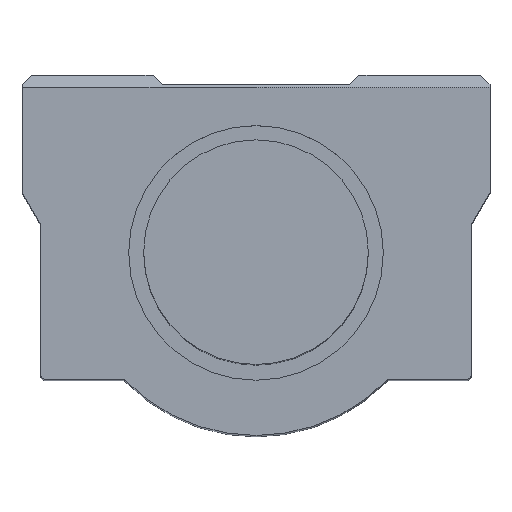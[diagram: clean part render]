
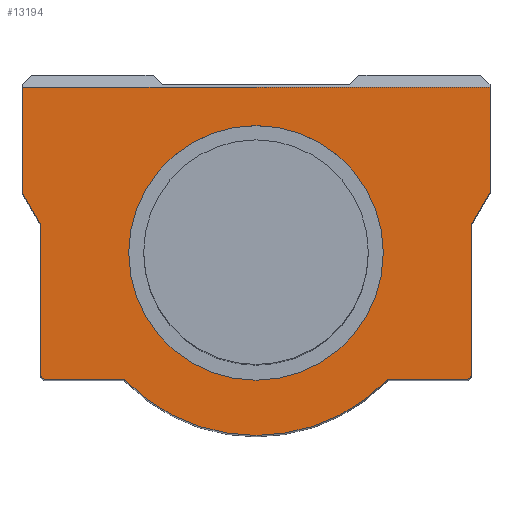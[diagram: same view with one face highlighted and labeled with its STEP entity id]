
A CAD part, top view. The second image highlights one B-rep face of the part: STEP entity #13194.
In plain terms, the highlighted planar face has unit normal (0, 0, 1).
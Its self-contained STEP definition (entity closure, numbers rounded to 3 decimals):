
#205=CARTESIAN_POINT('',(0.0,-13.6,44.5));
#206=VERTEX_POINT('',#205);
#207=CARTESIAN_POINT('',(0.0,0.0,44.5));
#208=DIRECTION('',(0.0,0.0,-1.0));
#209=DIRECTION('',(0.0,-1.0,0.0));
#210=AXIS2_PLACEMENT_3D('',#207,#208,#209);
#211=CIRCLE('',#210,13.6);
#212=EDGE_CURVE('',#206,#206,#211,.T.);
#686=CARTESIAN_POINT('',(-14.283,-13.5,44.5));
#687=VERTEX_POINT('',#686);
#688=CARTESIAN_POINT('',(-22.5,-13.5,44.5));
#689=VERTEX_POINT('',#688);
#690=CARTESIAN_POINT('',(-14.283,-13.5,44.5));
#691=DIRECTION('',(-1.0,0.0,0.0));
#692=VECTOR('',#691,8.217);
#693=LINE('',#690,#692);
#694=EDGE_CURVE('',#687,#689,#693,.T.);
#780=CARTESIAN_POINT('',(22.5,-13.5,44.5));
#781=VERTEX_POINT('',#780);
#782=CARTESIAN_POINT('',(14.283,-13.5,44.5));
#783=VERTEX_POINT('',#782);
#784=CARTESIAN_POINT('',(22.5,-13.5,44.5));
#785=DIRECTION('',(-1.0,0.0,0.0));
#786=VECTOR('',#785,8.217);
#787=LINE('',#784,#786);
#788=EDGE_CURVE('',#781,#783,#787,.T.);
#12242=CARTESIAN_POINT('',(23.,3.036,44.5));
#12243=VERTEX_POINT('',#12242);
#12244=CARTESIAN_POINT('',(23.,-13.,44.5));
#12245=VERTEX_POINT('',#12244);
#12246=CARTESIAN_POINT('',(23.,3.036,44.5));
#12247=DIRECTION('',(0.0,-1.0,0.0));
#12248=VECTOR('',#12247,16.036);
#12249=LINE('',#12246,#12248);
#12250=EDGE_CURVE('',#12243,#12245,#12249,.T.);
#12788=CARTESIAN_POINT('',(-25.,17.7,44.5));
#12789=VERTEX_POINT('',#12788);
#12796=CARTESIAN_POINT('',(25.,17.7,44.5));
#12797=VERTEX_POINT('',#12796);
#12798=CARTESIAN_POINT('',(-25.,17.7,44.5));
#12799=DIRECTION('',(1.0,0.0,0.0));
#12800=VECTOR('',#12799,50.);
#12801=LINE('',#12798,#12800);
#12802=EDGE_CURVE('',#12789,#12797,#12801,.T.);
#12855=CARTESIAN_POINT('',(-25.0,6.5,44.5));
#12856=VERTEX_POINT('',#12855);
#12863=CARTESIAN_POINT('',(-25.0,6.5,44.5));
#12864=DIRECTION('',(0.0,1.0,0.0));
#12865=VECTOR('',#12864,11.2);
#12866=LINE('',#12863,#12865);
#12867=EDGE_CURVE('',#12856,#12789,#12866,.T.);
#12967=CARTESIAN_POINT('',(25.0,6.5,44.5));
#12968=VERTEX_POINT('',#12967);
#12969=CARTESIAN_POINT('',(25.,17.7,44.5));
#12970=DIRECTION('',(0.0,-1.0,0.0));
#12971=VECTOR('',#12970,11.2);
#12972=LINE('',#12969,#12971);
#12973=EDGE_CURVE('',#12797,#12968,#12972,.T.);
#12990=CARTESIAN_POINT('',(25.0,6.5,44.5));
#12991=DIRECTION('',(-0.5,-0.866,0.0));
#12992=VECTOR('',#12991,4.);
#12993=LINE('',#12990,#12992);
#12994=EDGE_CURVE('',#12968,#12243,#12993,.T.);
#13023=CARTESIAN_POINT('',(22.5,-13.,44.5));
#13024=DIRECTION('',(0.0,0.0,-1.0));
#13025=DIRECTION('',(0.0,1.0,0.0));
#13026=AXIS2_PLACEMENT_3D('',#13023,#13024,#13025);
#13027=CIRCLE('',#13026,0.5);
#13028=EDGE_CURVE('',#12245,#781,#13027,.T.);
#13041=CARTESIAN_POINT('',(13.926,-13.65,44.5));
#13042=VERTEX_POINT('',#13041);
#13043=CARTESIAN_POINT('',(14.283,-14.0,44.5));
#13044=DIRECTION('',(0.0,0.0,1.0));
#13045=DIRECTION('',(0.0,1.0,0.0));
#13046=AXIS2_PLACEMENT_3D('',#13043,#13044,#13045);
#13047=CIRCLE('',#13046,0.5);
#13048=EDGE_CURVE('',#783,#13042,#13047,.T.);
#13066=CARTESIAN_POINT('',(-13.926,-13.65,44.5));
#13067=VERTEX_POINT('',#13066);
#13068=CARTESIAN_POINT('',(0.0,0.0,44.5));
#13069=DIRECTION('',(0.0,0.0,-1.0));
#13070=DIRECTION('',(0.714,0.7,0.0));
#13071=AXIS2_PLACEMENT_3D('',#13068,#13069,#13070);
#13072=CIRCLE('',#13071,19.5);
#13073=EDGE_CURVE('',#13042,#13067,#13072,.T.);
#13091=CARTESIAN_POINT('',(-14.283,-14.,44.5));
#13092=DIRECTION('',(0.0,0.0,1.0));
#13093=DIRECTION('',(0.714,0.7,0.0));
#13094=AXIS2_PLACEMENT_3D('',#13091,#13092,#13093);
#13095=CIRCLE('',#13094,0.5);
#13096=EDGE_CURVE('',#13067,#687,#13095,.T.);
#13109=CARTESIAN_POINT('',(-23.,-13.,44.5));
#13110=VERTEX_POINT('',#13109);
#13111=CARTESIAN_POINT('',(-22.5,-13.,44.5));
#13112=DIRECTION('',(0.0,0.0,-1.0));
#13113=DIRECTION('',(1.0,0.0,0.0));
#13114=AXIS2_PLACEMENT_3D('',#13111,#13112,#13113);
#13115=CIRCLE('',#13114,0.5);
#13116=EDGE_CURVE('',#689,#13110,#13115,.T.);
#13134=CARTESIAN_POINT('',(-23.,3.036,44.5));
#13135=VERTEX_POINT('',#13134);
#13136=CARTESIAN_POINT('',(-23.,-13.,44.5));
#13137=DIRECTION('',(0.0,1.0,0.0));
#13138=VECTOR('',#13137,16.036);
#13139=LINE('',#13136,#13138);
#13140=EDGE_CURVE('',#13110,#13135,#13139,.T.);
#13158=CARTESIAN_POINT('',(-23.,3.036,44.5));
#13159=DIRECTION('',(-0.5,0.866,0.0));
#13160=VECTOR('',#13159,4.);
#13161=LINE('',#13158,#13160);
#13162=EDGE_CURVE('',#13135,#12856,#13161,.T.);
#13170=CARTESIAN_POINT('',(0.,2.098,44.5));
#13171=DIRECTION('',(0.0,0.0,1.0));
#13172=DIRECTION('',(1.0,0.0,0.0));
#13173=AXIS2_PLACEMENT_3D('',#13170,#13171,#13172);
#13174=PLANE('',#13173);
#13175=ORIENTED_EDGE('',*,*,#12802,.F.);
#13176=ORIENTED_EDGE('',*,*,#12867,.F.);
#13177=ORIENTED_EDGE('',*,*,#13162,.F.);
#13178=ORIENTED_EDGE('',*,*,#13140,.F.);
#13179=ORIENTED_EDGE('',*,*,#13116,.F.);
#13180=ORIENTED_EDGE('',*,*,#694,.F.);
#13181=ORIENTED_EDGE('',*,*,#13096,.F.);
#13182=ORIENTED_EDGE('',*,*,#13073,.F.);
#13183=ORIENTED_EDGE('',*,*,#13048,.F.);
#13184=ORIENTED_EDGE('',*,*,#788,.F.);
#13185=ORIENTED_EDGE('',*,*,#13028,.F.);
#13186=ORIENTED_EDGE('',*,*,#12250,.F.);
#13187=ORIENTED_EDGE('',*,*,#12994,.F.);
#13188=ORIENTED_EDGE('',*,*,#12973,.F.);
#13189=EDGE_LOOP('',(#13175,#13176,#13177,#13178,#13179,#13180,#13181,#13182,#13183,#13184,#13185,#13186,#13187,#13188));
#13190=FACE_OUTER_BOUND('',#13189,.T.);
#13191=ORIENTED_EDGE('',*,*,#212,.T.);
#13192=EDGE_LOOP('',(#13191));
#13193=FACE_BOUND('',#13192,.T.);
#13194=ADVANCED_FACE('',(#13190,#13193),#13174,.T.);
